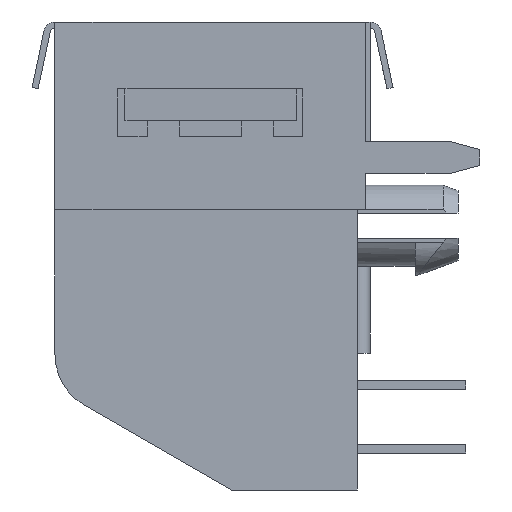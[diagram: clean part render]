
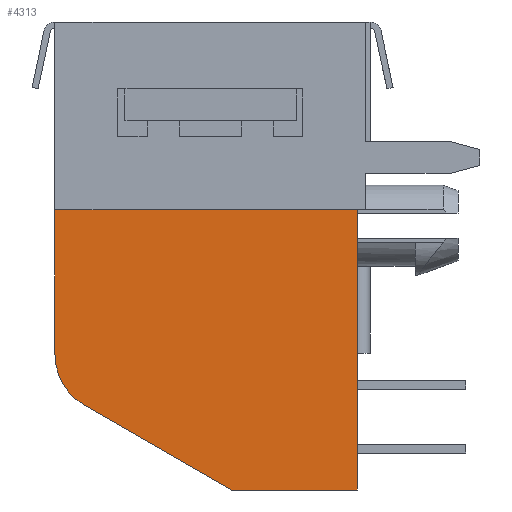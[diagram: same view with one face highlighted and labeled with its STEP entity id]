
A CAD part, left-side view. The second image highlights one B-rep face of the part: STEP entity #4313.
In plain terms, the highlighted planar face has unit normal (-1, 0, 0).
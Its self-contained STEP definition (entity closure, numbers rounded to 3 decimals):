
#72=DIRECTION('',(0.,1.,0.));
#73=VECTOR('',#72,12.065);
#74=CARTESIAN_POINT('',(-7.658,-5.779,-7.488));
#75=LINE('',#74,#73);
#76=DIRECTION('',(0.,0.,-1.));
#77=VECTOR('',#76,11.181);
#78=CARTESIAN_POINT('',(-7.658,-5.779,-7.488));
#79=LINE('',#78,#77);
#80=DIRECTION('',(0.,1.,0.));
#81=VECTOR('',#80,5.029);
#82=CARTESIAN_POINT('',(-7.658,-5.779,-18.669));
#83=LINE('',#82,#81);
#84=DIRECTION('',(0.,0.866,0.5));
#85=VECTOR('',#84,6.775);
#86=CARTESIAN_POINT('',(-7.658,-0.749,-18.669));
#87=LINE('',#86,#85);
#88=CARTESIAN_POINT('',(-7.658,3.95,-13.258));
#89=DIRECTION('',(1.,0.,0.));
#90=DIRECTION('',(0.,0.5,-0.866));
#91=AXIS2_PLACEMENT_3D('',#88,#89,#90);
#93=DIRECTION('',(0.,0.,1.));
#94=VECTOR('',#93,5.77);
#95=CARTESIAN_POINT('',(-7.658,6.287,-13.258));
#96=LINE('',#95,#94);
#3288=CARTESIAN_POINT('',(-7.658,-5.779,-18.669));
#3289=CARTESIAN_POINT('',(-7.658,-0.749,-18.669));
#3290=VERTEX_POINT('',#3288);
#3291=VERTEX_POINT('',#3289);
#3292=CARTESIAN_POINT('',(-7.658,5.118,-15.281));
#3293=VERTEX_POINT('',#3292);
#3300=CARTESIAN_POINT('',(-7.658,6.287,-13.258));
#3301=VERTEX_POINT('',#3300);
#3450=CARTESIAN_POINT('',(-7.658,-5.779,-7.488));
#3451=CARTESIAN_POINT('',(-7.658,6.287,-7.488));
#3452=VERTEX_POINT('',#3450);
#3453=VERTEX_POINT('',#3451);
#4294=CARTESIAN_POINT('',(-7.658,0.,0.));
#4295=DIRECTION('',(1.,0.,0.));
#4296=DIRECTION('',(0.,0.,-1.));
#4297=AXIS2_PLACEMENT_3D('',#4294,#4295,#4296);
#4298=PLANE('',#4297);
#4300=ORIENTED_EDGE('',*,*,#4299,.F.);
#4302=ORIENTED_EDGE('',*,*,#4301,.T.);
#4304=ORIENTED_EDGE('',*,*,#4303,.T.);
#4306=ORIENTED_EDGE('',*,*,#4305,.T.);
#4308=ORIENTED_EDGE('',*,*,#4307,.T.);
#4310=ORIENTED_EDGE('',*,*,#4309,.T.);
#4311=EDGE_LOOP('',(#4300,#4302,#4304,#4306,#4308,#4310));
#4312=FACE_OUTER_BOUND('',#4311,.F.);
#4313=ADVANCED_FACE('',(#4312),#4298,.F.);
#92=CIRCLE('',#91,2.337);
#4299=EDGE_CURVE('',#3452,#3453,#75,.T.);
#4301=EDGE_CURVE('',#3452,#3290,#79,.T.);
#4303=EDGE_CURVE('',#3290,#3291,#83,.T.);
#4305=EDGE_CURVE('',#3291,#3293,#87,.T.);
#4307=EDGE_CURVE('',#3293,#3301,#92,.T.);
#4309=EDGE_CURVE('',#3301,#3453,#96,.T.);
